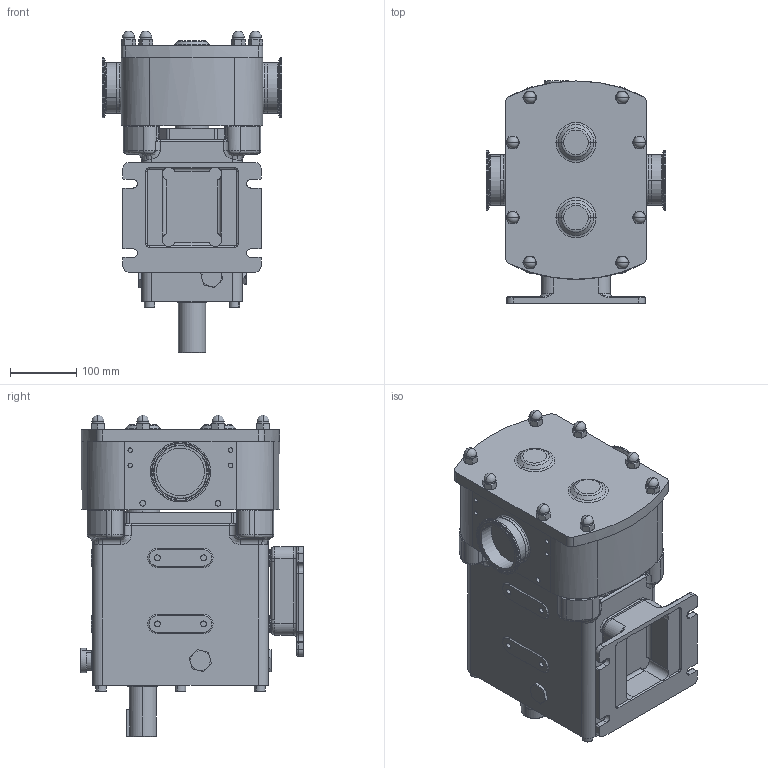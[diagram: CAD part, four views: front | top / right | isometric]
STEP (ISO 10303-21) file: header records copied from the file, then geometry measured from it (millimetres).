
FILE_DESCRIPTION (( 'STEP AP214' ), '1' );
FILE_NAME ('GA4013.STEP', '2024-11-06T21:05:43', ( '' ), ( '' ), 'SwSTEP 2.0', 'SolidWorks 2023', '' );
FILE_SCHEMA (( 'AUTOMOTIVE_DESIGN' ));
Length unit declared in the file: millimetre
Products named in the file (3): Copy of RA94-5121-55M^GA4013; Copy of R1300 CPP H TSD^GA4013; GA4013
Assembly tree (3 placements, depth 2):
  GA4013
    Copy of R1300 CPP H TSD^GA4013
    Copy of RA94-5121-55M^GA4013  x2
Bounding box: 272 x 337 x 487 mm (x, y, z)
Volume: 18660654.8 mm3; surface area: 711903.6 mm2
Topology: 3 solids, 7 shells, 956 faces, 2265 edges, 1339 vertices
Faces by surface type: plane 299, cylinder 284, cone 171, torus 112, bspline 66, sphere 24
Entity records: 30218 total; most frequent: CARTESIAN_POINT 9160, DIRECTION 4566, ORIENTED_EDGE 4306, EDGE_CURVE 2153, AXIS2_PLACEMENT_3D 1869, VERTEX_POINT 1295, EDGE_LOOP 1004, CIRCLE 998
